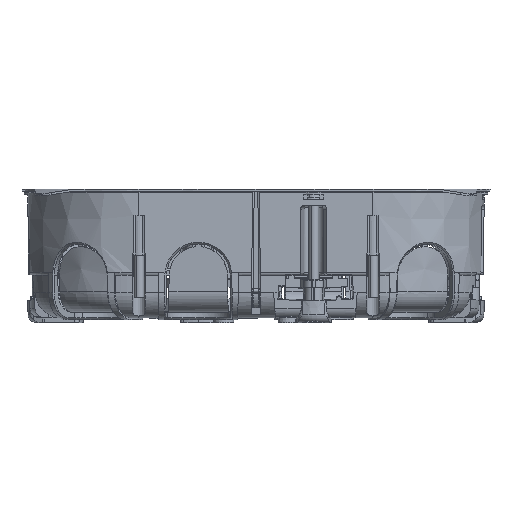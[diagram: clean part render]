
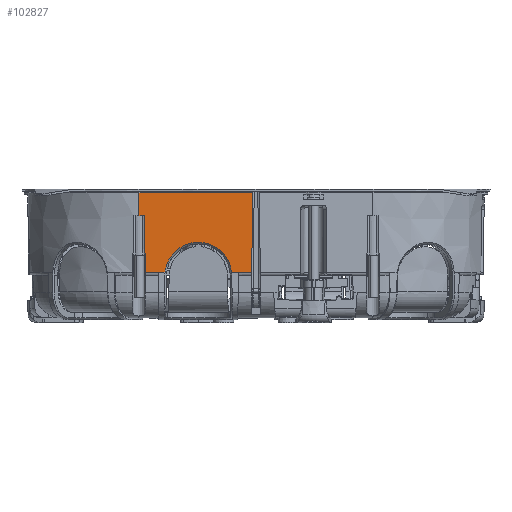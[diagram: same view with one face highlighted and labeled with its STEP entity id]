
A CAD part, front view. The second image highlights one B-rep face of the part: STEP entity #102827.
In plain terms, the highlighted planar face has unit normal (0, -1, -0.009).
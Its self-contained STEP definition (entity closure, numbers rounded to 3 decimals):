
#102015=AXIS2_PLACEMENT_3D('Plane Axis2P3D',#102012,#102013,#102014) ;
#84430=CARTESIAN_POINT('Vertex',(28.101,-33.534,-24.703)) ;
#84434=CARTESIAN_POINT('Control Point',(28.101,-33.534,-24.703)) ;
#84435=CARTESIAN_POINT('Control Point',(28.011,-33.542,-23.789)) ;
#84436=CARTESIAN_POINT('Control Point',(27.817,-33.55,-22.886)) ;
#84437=CARTESIAN_POINT('Control Point',(27.522,-33.558,-22.008)) ;
#84438=CARTESIAN_POINT('Control Point',(26.625,-33.575,-20.092)) ;
#84439=CARTESIAN_POINT('Control Point',(25.264,-33.589,-18.462)) ;
#84440=CARTESIAN_POINT('Control Point',(24.368,-33.596,-17.662)) ;
#84441=CARTESIAN_POINT('Control Point',(22.37,-33.607,-16.348)) ;
#84442=CARTESIAN_POINT('Control Point',(20.08,-33.613,-15.659)) ;
#84443=CARTESIAN_POINT('Control Point',(18.893,-33.615,-15.485)) ;
#84444=CARTESIAN_POINT('Control Point',(16.503,-33.615,-15.487)) ;
#84445=CARTESIAN_POINT('Control Point',(14.212,-33.609,-16.171)) ;
#84446=CARTESIAN_POINT('Control Point',(13.124,-33.604,-16.679)) ;
#84447=CARTESIAN_POINT('Control Point',(11.127,-33.593,-17.998)) ;
#84448=CARTESIAN_POINT('Control Point',(9.591,-33.577,-19.831)) ;
#84449=CARTESIAN_POINT('Control Point',(8.963,-33.568,-20.855)) ;
#84450=CARTESIAN_POINT('Control Point',(8.363,-33.556,-22.258)) ;
#84451=CARTESIAN_POINT('Control Point',(8.034,-33.543,-23.733)) ;
#84452=CARTESIAN_POINT('Control Point',(7.976,-33.54,-24.055)) ;
#84453=CARTESIAN_POINT('Control Point',(7.931,-33.537,-24.378)) ;
#84454=CARTESIAN_POINT('Control Point',(7.899,-33.534,-24.703)) ;
#84455=CARTESIAN_POINT('Vertex',(7.899,-33.534,-24.703)) ;
#102012=CARTESIAN_POINT('Axis2P3D Location',(35.5,-33.75,0.)) ;
#102772=CARTESIAN_POINT('Line Origine',(0.,-33.582,-19.25)) ;
#102776=CARTESIAN_POINT('Vertex',(0.,-33.746,-0.496)) ;
#102778=CARTESIAN_POINT('Vertex',(0.,-33.685,-7.483)) ;
#102781=CARTESIAN_POINT('Line Origine',(35.5,-33.685,-7.483)) ;
#102785=CARTESIAN_POINT('Vertex',(1.725,-33.685,-7.483)) ;
#102789=CARTESIAN_POINT('Control Point',(1.725,-33.685,-7.483)) ;
#102790=CARTESIAN_POINT('Control Point',(1.872,-33.534,-24.703)) ;
#102791=CARTESIAN_POINT('Vertex',(1.872,-33.534,-24.703)) ;
#102794=CARTESIAN_POINT('Line Origine',(35.5,-33.534,-24.703)) ;
#102799=CARTESIAN_POINT('Line Origine',(35.5,-33.534,-24.703)) ;
#102803=CARTESIAN_POINT('Vertex',(34.22,-33.534,-24.703)) ;
#102807=CARTESIAN_POINT('Control Point',(34.432,-33.746,-0.496)) ;
#102808=CARTESIAN_POINT('Control Point',(34.22,-33.534,-24.703)) ;
#102809=CARTESIAN_POINT('Vertex',(34.432,-33.746,-0.496)) ;
#102812=CARTESIAN_POINT('Line Origine',(35.5,-33.746,-0.496)) ;
#102013=DIRECTION('Axis2P3D Direction',(0.,-1.,-0.009)) ;
#102014=DIRECTION('Axis2P3D XDirection',(1.,0.,0.)) ;
#102773=DIRECTION('Vector Direction',(0.,-0.009,1.)) ;
#102782=DIRECTION('Vector Direction',(1.,0.,0.)) ;
#102795=DIRECTION('Vector Direction',(1.,0.,0.)) ;
#102800=DIRECTION('Vector Direction',(1.,0.,0.)) ;
#102813=DIRECTION('Vector Direction',(1.,0.,0.)) ;
#102774=VECTOR('Line Direction',#102773,1.) ;
#102783=VECTOR('Line Direction',#102782,1.) ;
#102796=VECTOR('Line Direction',#102795,1.) ;
#102801=VECTOR('Line Direction',#102800,1.) ;
#102814=VECTOR('Line Direction',#102813,1.) ;
#102818=ORIENTED_EDGE('',*,*,#102780,.T.) ;
#102819=ORIENTED_EDGE('',*,*,#102787,.T.) ;
#102820=ORIENTED_EDGE('',*,*,#102793,.T.) ;
#102821=ORIENTED_EDGE('',*,*,#102798,.F.) ;
#102822=ORIENTED_EDGE('',*,*,#84457,.F.) ;
#102823=ORIENTED_EDGE('',*,*,#102805,.F.) ;
#102824=ORIENTED_EDGE('',*,*,#102811,.T.) ;
#102825=ORIENTED_EDGE('',*,*,#102816,.F.) ;
#102827=ADVANCED_FACE('0011934\\Boite 2 Postes P40mm',(#102826),#102016,.T.) ;
#84433=B_SPLINE_CURVE_WITH_KNOTS('',5,(#84434,#84435,#84436,#84437,#84438,#84439,#84440,#84441,#84442,#84443,#84444,#84445,#84446,#84447,#84448,#84449,#84450,#84451,#84452,#84453,#84454),.UNSPECIFIED.,.F.,.U.,(6,3,3,3,3,3,6),(9.841,16.176,24.34,32.496,40.66,48.825,51.078),.UNSPECIFIED.) ;
#102788=B_SPLINE_CURVE_WITH_KNOTS('',1,(#102789,#102790),.UNSPECIFIED.,.F.,.U.,(2,2),(-8.611,8.611),.UNSPECIFIED.) ;
#102806=B_SPLINE_CURVE_WITH_KNOTS('',1,(#102807,#102808),.UNSPECIFIED.,.F.,.U.,(2,2),(-11.857,12.352),.UNSPECIFIED.) ;
#84457=EDGE_CURVE('',#84431,#84456,#84433,.T.) ;
#102780=EDGE_CURVE('',#102777,#102779,#102775,.F.) ;
#102787=EDGE_CURVE('',#102779,#102786,#102784,.T.) ;
#102793=EDGE_CURVE('',#102786,#102792,#102788,.T.) ;
#102798=EDGE_CURVE('',#84456,#102792,#102797,.F.) ;
#102805=EDGE_CURVE('',#102804,#84431,#102802,.F.) ;
#102811=EDGE_CURVE('',#102804,#102810,#102806,.F.) ;
#102816=EDGE_CURVE('',#102777,#102810,#102815,.T.) ;
#102817=EDGE_LOOP('',(#102818,#102819,#102820,#102821,#102822,#102823,#102824,#102825)) ;
#102826=FACE_OUTER_BOUND('',#102817,.T.) ;
#102775=LINE('Line',#102772,#102774) ;
#102784=LINE('Line',#102781,#102783) ;
#102797=LINE('Line',#102794,#102796) ;
#102802=LINE('Line',#102799,#102801) ;
#102815=LINE('Line',#102812,#102814) ;
#102016=PLANE('',#102015) ;
#84431=VERTEX_POINT('',#84430) ;
#84456=VERTEX_POINT('',#84455) ;
#102777=VERTEX_POINT('',#102776) ;
#102779=VERTEX_POINT('',#102778) ;
#102786=VERTEX_POINT('',#102785) ;
#102792=VERTEX_POINT('',#102791) ;
#102804=VERTEX_POINT('',#102803) ;
#102810=VERTEX_POINT('',#102809) ;
